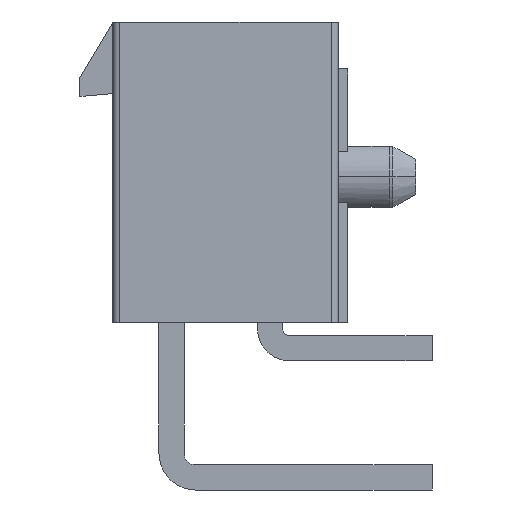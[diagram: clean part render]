
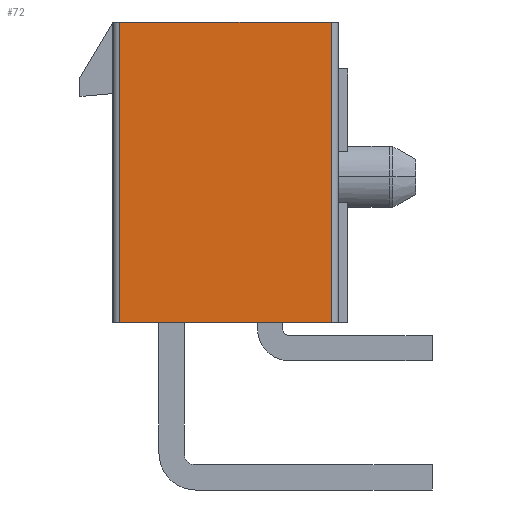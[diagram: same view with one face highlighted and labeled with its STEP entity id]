
A CAD part, left-side view. The second image highlights one B-rep face of the part: STEP entity #72.
In plain terms, the highlighted planar face has unit normal (-1, 0, 0).
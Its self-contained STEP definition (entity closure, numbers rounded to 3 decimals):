
#72=ADVANCED_FACE('',(#188),#189,.T.);
#188=FACE_OUTER_BOUND('',#389,.T.);
#189=PLANE('',#390);
#389=EDGE_LOOP('',(#675,#676,#677,#678));
#390=AXIS2_PLACEMENT_3D('',#679,#680,#681);
#675=ORIENTED_EDGE('',*,*,#1411,.F.);
#676=ORIENTED_EDGE('',*,*,#1412,.T.);
#677=ORIENTED_EDGE('',*,*,#1378,.T.);
#678=ORIENTED_EDGE('',*,*,#1410,.F.);
#679=CARTESIAN_POINT('',(-2.7,0.4,0.0));
#680=DIRECTION('',(-1.0,0.0,0.0));
#681=DIRECTION('',(0.0,0.0,1.0));
#1378=EDGE_CURVE('',#1674,#1672,#1675,.T.);
#1410=EDGE_CURVE('',#1730,#1672,#1732,.T.);
#1411=EDGE_CURVE('',#1733,#1730,#1734,.T.);
#1412=EDGE_CURVE('',#1733,#1674,#1735,.T.);
#1672=VERTEX_POINT('',#2099);
#1674=VERTEX_POINT('',#2101);
#1675=LINE('',#2102,#2103);
#1730=VERTEX_POINT('',#2184);
#1732=LINE('',#2186,#2187);
#1733=VERTEX_POINT('',#2188);
#1734=LINE('',#2189,#2190);
#1735=LINE('',#2191,#2192);
#2099=CARTESIAN_POINT('',(-2.7,9.7,0.0));
#2101=CARTESIAN_POINT('',(-2.7,0.7,0.0));
#2102=CARTESIAN_POINT('',(-2.7,0.7,0.0));
#2103=VECTOR('',#2693,9.0);
#2184=CARTESIAN_POINT('',(-2.7,9.7,-12.8));
#2186=CARTESIAN_POINT('',(-2.7,9.7,-12.8));
#2187=VECTOR('',#2735,12.8);
#2188=CARTESIAN_POINT('',(-2.7,0.7,-12.8));
#2189=CARTESIAN_POINT('',(-2.7,0.7,-12.8));
#2190=VECTOR('',#2736,9.0);
#2191=CARTESIAN_POINT('',(-2.7,0.7,-12.8));
#2192=VECTOR('',#2737,12.8);
#2693=DIRECTION('',(0.0,1.0,0.0));
#2735=DIRECTION('',(0.0,0.0,1.0));
#2736=DIRECTION('',(0.0,1.0,0.0));
#2737=DIRECTION('',(0.0,0.0,1.0));
